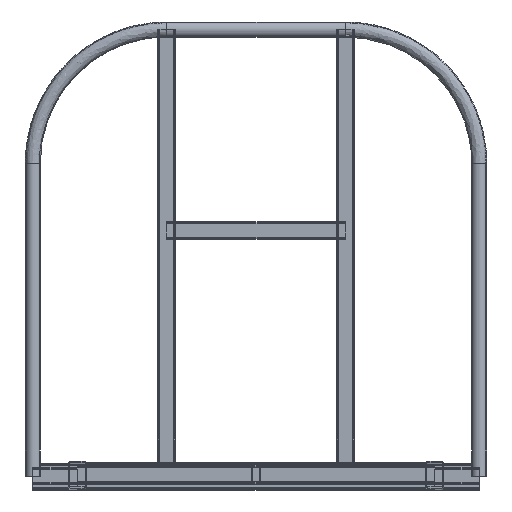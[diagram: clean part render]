
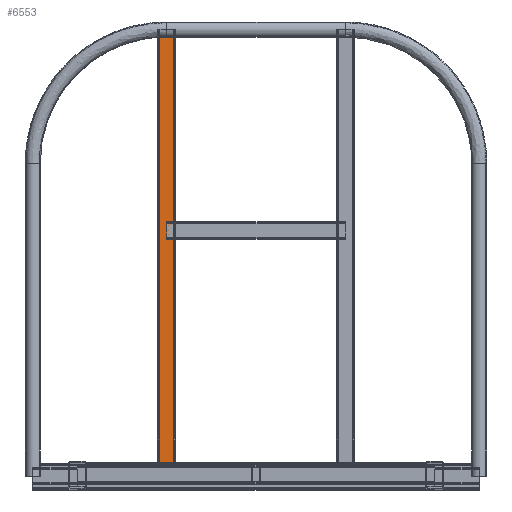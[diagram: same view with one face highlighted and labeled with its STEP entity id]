
A CAD part, top view. The second image highlights one B-rep face of the part: STEP entity #6553.
In plain terms, the highlighted free-form (B-spline) face has degree [1, 1] with [2, 2] control points.
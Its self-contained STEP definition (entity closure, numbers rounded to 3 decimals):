
#6553 = ADVANCED_FACE('',(#6554),#6584,.T.);
#6554 = FACE_BOUND('',#6555,.T.);
#6555 = EDGE_LOOP('',(#6556,#6565,#6572,#6579));
#6556 = ORIENTED_EDGE('',*,*,#6557,.T.);
#6557 = EDGE_CURVE('',#6558,#6560,#6562,.T.);
#6558 = VERTEX_POINT('',#6559);
#6559 = CARTESIAN_POINT('',(-41.549,-587.572,
    -789.303));
#6560 = VERTEX_POINT('',#6561);
#6561 = CARTESIAN_POINT('',(-9.333,-587.572,
    -789.303));
#6562 = B_SPLINE_CURVE_WITH_KNOTS('',1,(#6563,#6564),.UNSPECIFIED.,.F.,
  .F.,(2,2),(-7.5,22.5),.PIECEWISE_BEZIER_KNOTS.);
#6563 = CARTESIAN_POINT('',(-41.549,-587.572,
    -789.303));
#6564 = CARTESIAN_POINT('',(-9.333,-587.572,
    -789.303));
#6565 = ORIENTED_EDGE('',*,*,#6566,.F.);
#6566 = EDGE_CURVE('',#6567,#6560,#6569,.T.);
#6567 = VERTEX_POINT('',#6568);
#6568 = CARTESIAN_POINT('',(-9.333,486.304,
    -789.303));
#6569 = B_SPLINE_CURVE_WITH_KNOTS('',1,(#6570,#6571),.UNSPECIFIED.,.F.,
  .F.,(2,2),(0.,1000.),.PIECEWISE_BEZIER_KNOTS.);
#6570 = CARTESIAN_POINT('',(-9.333,486.304,
    -789.303));
#6571 = CARTESIAN_POINT('',(-9.333,-587.572,
    -789.303));
#6572 = ORIENTED_EDGE('',*,*,#6573,.F.);
#6573 = EDGE_CURVE('',#6574,#6567,#6576,.T.);
#6574 = VERTEX_POINT('',#6575);
#6575 = CARTESIAN_POINT('',(-41.549,486.304,
    -789.303));
#6576 = B_SPLINE_CURVE_WITH_KNOTS('',1,(#6577,#6578),.UNSPECIFIED.,.F.,
  .F.,(2,2),(-7.5,22.5),.PIECEWISE_BEZIER_KNOTS.);
#6577 = CARTESIAN_POINT('',(-41.549,486.304,
    -789.303));
#6578 = CARTESIAN_POINT('',(-9.333,486.304,
    -789.303));
#6579 = ORIENTED_EDGE('',*,*,#6580,.T.);
#6580 = EDGE_CURVE('',#6574,#6558,#6581,.T.);
#6581 = B_SPLINE_CURVE_WITH_KNOTS('',1,(#6582,#6583),.UNSPECIFIED.,.F.,
  .F.,(2,2),(0.,1000.),.PIECEWISE_BEZIER_KNOTS.);
#6582 = CARTESIAN_POINT('',(-41.549,486.304,
    -789.303));
#6583 = CARTESIAN_POINT('',(-41.549,-587.572,
    -789.303));
#6584 = B_SPLINE_SURFACE_WITH_KNOTS('',1,1,(
    (#6585,#6586)
    ,(#6587,#6588
    )),.UNSPECIFIED.,.F.,.F.,.F.,(2,2),(2,2),(-1000.,0.),(-30.,0.),
  .PIECEWISE_BEZIER_KNOTS.);
#6585 = CARTESIAN_POINT('',(-9.333,-587.572,
    -789.303));
#6586 = CARTESIAN_POINT('',(-41.549,-587.572,
    -789.303));
#6587 = CARTESIAN_POINT('',(-9.333,486.304,
    -789.303));
#6588 = CARTESIAN_POINT('',(-41.549,486.304,
    -789.303));
